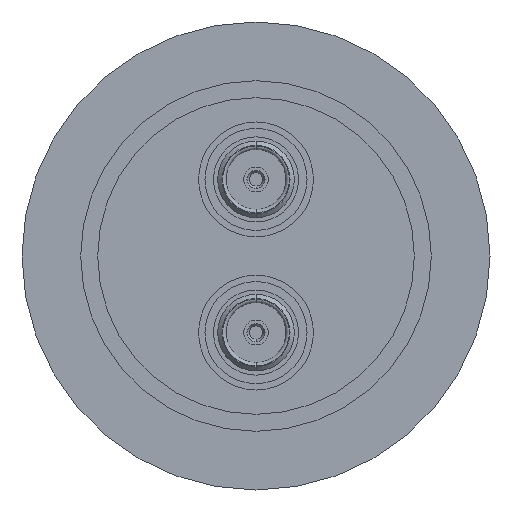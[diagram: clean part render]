
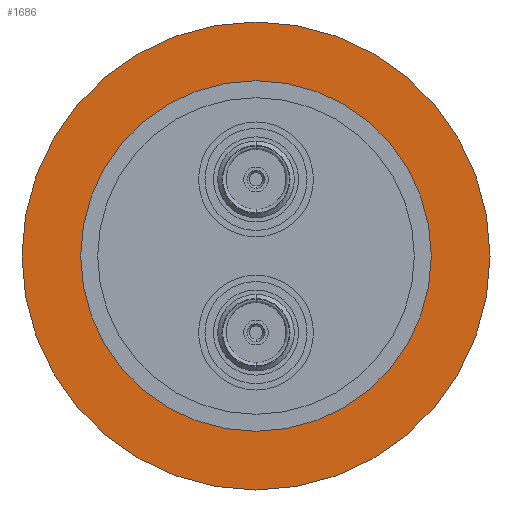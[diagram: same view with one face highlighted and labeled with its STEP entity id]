
A CAD part, left-side view. The second image highlights one B-rep face of the part: STEP entity #1686.
In plain terms, the highlighted planar face has unit normal (-1, 0, 0).
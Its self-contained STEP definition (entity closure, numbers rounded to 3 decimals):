
#36 = DIRECTION ( 'NONE',  ( -1., 0., 0. ) ) ;
#212 = ORIENTED_EDGE ( 'NONE', *, *, #1798, .F. ) ;
#291 = ORIENTED_EDGE ( 'NONE', *, *, #447, .F. ) ;
#306 = DIRECTION ( 'NONE',  ( 0., 0., -1. ) ) ;
#347 = CARTESIAN_POINT ( 'NONE',  ( 0., 0., -20.6 ) ) ;
#425 = EDGE_LOOP ( 'NONE', ( #2586, #433 ) ) ;
#433 = ORIENTED_EDGE ( 'NONE', *, *, #2288, .T. ) ;
#447 = EDGE_CURVE ( 'NONE', #1994, #2969, #1525, .T. ) ;
#585 = DIRECTION ( 'NONE',  ( -1., 0., 0. ) ) ;
#755 = VERTEX_POINT ( 'NONE', #1962 ) ;
#873 = CARTESIAN_POINT ( 'NONE',  ( 0., 0., 20.6 ) ) ;
#904 = FACE_OUTER_BOUND ( 'NONE', #425, .T. ) ;
#913 = CIRCLE ( 'NONE', #1880, 27.5 ) ;
#977 = CARTESIAN_POINT ( 'NONE',  ( 0., 0., -27.5 ) ) ;
#1064 = DIRECTION ( 'NONE',  ( -1., 0., 0. ) ) ;
#1075 = AXIS2_PLACEMENT_3D ( 'NONE', #1418, #36, #1658 ) ;
#1142 = CIRCLE ( 'NONE', #1075, 20.6 ) ;
#1253 = AXIS2_PLACEMENT_3D ( 'NONE', #2007, #585, #2228 ) ;
#1347 = DIRECTION ( 'NONE',  ( -1., 0., 0. ) ) ;
#1418 = CARTESIAN_POINT ( 'NONE',  ( 0., 0., 0. ) ) ;
#1485 = AXIS2_PLACEMENT_3D ( 'NONE', #2740, #1347, #2957 ) ;
#1520 = EDGE_LOOP ( 'NONE', ( #291, #212 ) ) ;
#1525 = CIRCLE ( 'NONE', #1253, 20.6 ) ;
#1658 = DIRECTION ( 'NONE',  ( 0., 0., 1. ) ) ;
#1675 = DIRECTION ( 'NONE',  ( 1., 0., 0. ) ) ;
#1686 = ADVANCED_FACE ( 'NONE', ( #2145, #904 ), #2812, .F. ) ;
#1798 = EDGE_CURVE ( 'NONE', #2969, #1994, #1142, .T. ) ;
#1880 = AXIS2_PLACEMENT_3D ( 'NONE', #2439, #1064, #2687 ) ;
#1962 = CARTESIAN_POINT ( 'NONE',  ( 0., 0., 27.5 ) ) ;
#1968 = VERTEX_POINT ( 'NONE', #2703 ) ;
#1994 = VERTEX_POINT ( 'NONE', #873 ) ;
#2007 = CARTESIAN_POINT ( 'NONE',  ( 0., 0., 0. ) ) ;
#2022 = EDGE_CURVE ( 'NONE', #755, #1968, #2793, .T. ) ;
#2145 = FACE_BOUND ( 'NONE', #1520, .T. ) ;
#2228 = DIRECTION ( 'NONE',  ( 0., 0., 1. ) ) ;
#2288 = EDGE_CURVE ( 'NONE', #1968, #755, #913, .T. ) ;
#2366 = AXIS2_PLACEMENT_3D ( 'NONE', #977, #1675, #306 ) ;
#2439 = CARTESIAN_POINT ( 'NONE',  ( 0., 0., 0. ) ) ;
#2586 = ORIENTED_EDGE ( 'NONE', *, *, #2022, .T. ) ;
#2687 = DIRECTION ( 'NONE',  ( 0., 0., 1. ) ) ;
#2703 = CARTESIAN_POINT ( 'NONE',  ( 0., 0., -27.5 ) ) ;
#2740 = CARTESIAN_POINT ( 'NONE',  ( 0., 0., 0. ) ) ;
#2793 = CIRCLE ( 'NONE', #1485, 27.5 ) ;
#2812 = PLANE ( 'NONE',  #2366 ) ;
#2957 = DIRECTION ( 'NONE',  ( 0., 0., 1. ) ) ;
#2969 = VERTEX_POINT ( 'NONE', #347 ) ;
